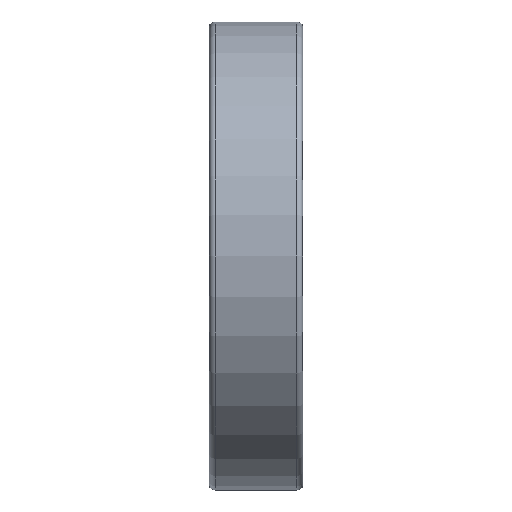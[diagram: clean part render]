
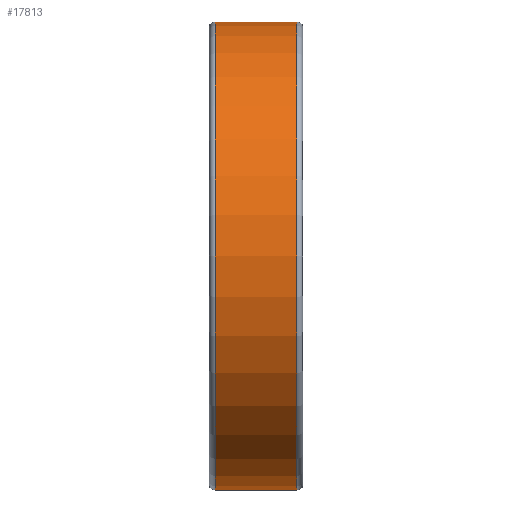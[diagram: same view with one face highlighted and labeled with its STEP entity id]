
A CAD part, front view. The second image highlights one B-rep face of the part: STEP entity #17813.
In plain terms, the highlighted cylindrical face has radius 200 mm (diameter 400 mm), a partial arc.
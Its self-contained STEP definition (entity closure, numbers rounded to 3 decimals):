
#965 = VERTEX_POINT ( 'NONE', #15284 ) ;
#1339 = AXIS2_PLACEMENT_3D ( 'NONE', #6189, #13666, #10105 ) ;
#3219 = CYLINDRICAL_SURFACE ( 'NONE', #7317, 200. ) ;
#3336 = LINE ( 'NONE', #17881, #5608 ) ;
#4056 = DIRECTION ( 'NONE',  ( 0., 0., -1. ) ) ;
#4203 = CARTESIAN_POINT ( 'NONE',  ( -35., 0., 200. ) ) ;
#4687 = DIRECTION ( 'NONE',  ( 1., 0., 0. ) ) ;
#4934 = DIRECTION ( 'NONE',  ( 1., 0., 0. ) ) ;
#5608 = VECTOR ( 'NONE', #4687, 1000. ) ;
#6189 = CARTESIAN_POINT ( 'NONE',  ( -35., 0., 0. ) ) ;
#6196 = AXIS2_PLACEMENT_3D ( 'NONE', #16367, #14666, #4056 ) ;
#6269 = VERTEX_POINT ( 'NONE', #18233 ) ;
#6721 = LINE ( 'NONE', #19998, #23683 ) ;
#7317 = AXIS2_PLACEMENT_3D ( 'NONE', #17650, #4934, #21423 ) ;
#10105 = DIRECTION ( 'NONE',  ( 0., 0., 1. ) ) ;
#12504 = ORIENTED_EDGE ( 'NONE', *, *, #22792, .T. ) ;
#13666 = DIRECTION ( 'NONE',  ( 1., 0., 0. ) ) ;
#14395 = VERTEX_POINT ( 'NONE', #15910 ) ;
#14666 = DIRECTION ( 'NONE',  ( -1., 0., 0. ) ) ;
#15110 = EDGE_CURVE ( 'NONE', #14395, #965, #19786, .T. ) ;
#15284 = CARTESIAN_POINT ( 'NONE',  ( 35., 0., 200. ) ) ;
#15328 = EDGE_CURVE ( 'NONE', #17405, #965, #6721, .T. ) ;
#15511 = ORIENTED_EDGE ( 'NONE', *, *, #15626, .T. ) ;
#15626 = EDGE_CURVE ( 'NONE', #6269, #14395, #3336, .T. ) ;
#15846 = FACE_OUTER_BOUND ( 'NONE', #16056, .T. ) ;
#15910 = CARTESIAN_POINT ( 'NONE',  ( 35., 0., -200. ) ) ;
#16056 = EDGE_LOOP ( 'NONE', ( #16474, #12504, #15511, #23956 ) ) ;
#16367 = CARTESIAN_POINT ( 'NONE',  ( 35., 0., 0. ) ) ;
#16474 = ORIENTED_EDGE ( 'NONE', *, *, #15328, .F. ) ;
#17405 = VERTEX_POINT ( 'NONE', #4203 ) ;
#17650 = CARTESIAN_POINT ( 'NONE',  ( 0., 0., 0. ) ) ;
#17813 = ADVANCED_FACE ( 'NONE', ( #15846 ), #3219, .T. ) ;
#17881 = CARTESIAN_POINT ( 'NONE',  ( 0., 0., -200. ) ) ;
#18233 = CARTESIAN_POINT ( 'NONE',  ( -35., 0., -200. ) ) ;
#19786 = CIRCLE ( 'NONE', #6196, 200. ) ;
#19998 = CARTESIAN_POINT ( 'NONE',  ( 0., 0., 200. ) ) ;
#20129 = CIRCLE ( 'NONE', #1339, 200. ) ;
#21423 = DIRECTION ( 'NONE',  ( 0., 0., -1. ) ) ;
#22792 = EDGE_CURVE ( 'NONE', #17405, #6269, #20129, .T. ) ;
#23676 = DIRECTION ( 'NONE',  ( 1., 0., 0. ) ) ;
#23683 = VECTOR ( 'NONE', #23676, 1000. ) ;
#23956 = ORIENTED_EDGE ( 'NONE', *, *, #15110, .T. ) ;
